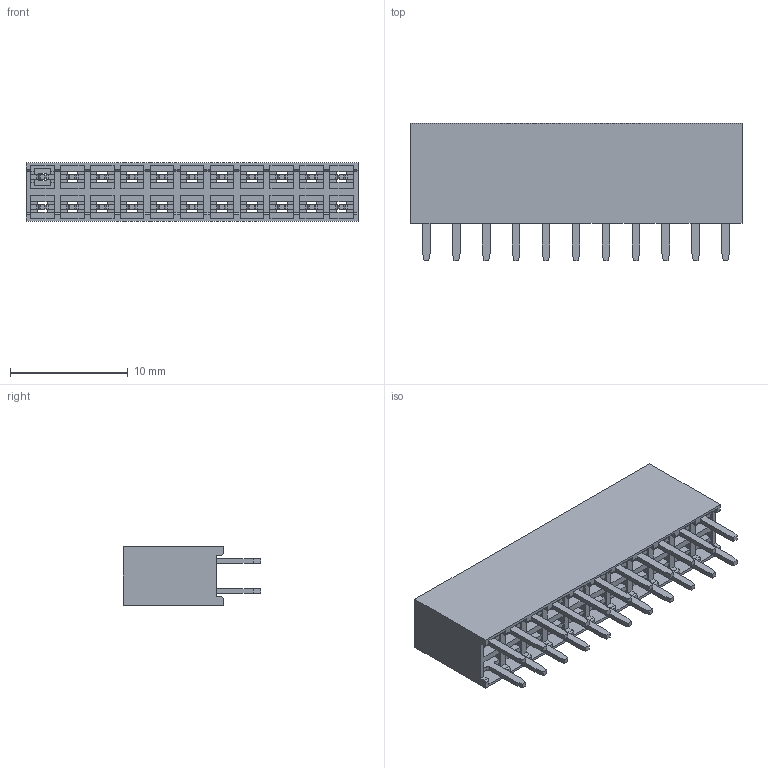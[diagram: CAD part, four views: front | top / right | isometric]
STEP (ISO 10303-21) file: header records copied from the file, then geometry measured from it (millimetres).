
FILE_DESCRIPTION(('STEP AP214'),'1');
FILE_NAME('female_header_a-bl254-dg-g22d.stp','2020-03-13T23:47:43',('TraceParts'),('TraceParts S.A.'),'Spatial InterOp 3D',' ',' ');
FILE_SCHEMA(('AUTOMOTIVE_DESIGN { 1 0 10303 214 1 1 1 1 }'));
Length unit declared in the file: millimetre
Products named in the file (1): female_header_a-bl254-dg-g22d
Bounding box: 28.19 x 11.7 x 5 mm (x, y, z)
Volume: 517.8 mm3; surface area: 2438.5 mm2
Topology: 1 solids, 1 shells, 686 faces, 2112 edges, 1408 vertices
Faces by surface type: plane 618, cylinder 68
Entity records: 28872 total; most frequent: ORIENTED_EDGE 4224, CARTESIAN_POINT 4207, DIRECTION 3622, EDGE_CURVE 2112, LINE 1976, VECTOR 1976, VERTEX_POINT 1408, AXIS2_PLACEMENT_3D 823
